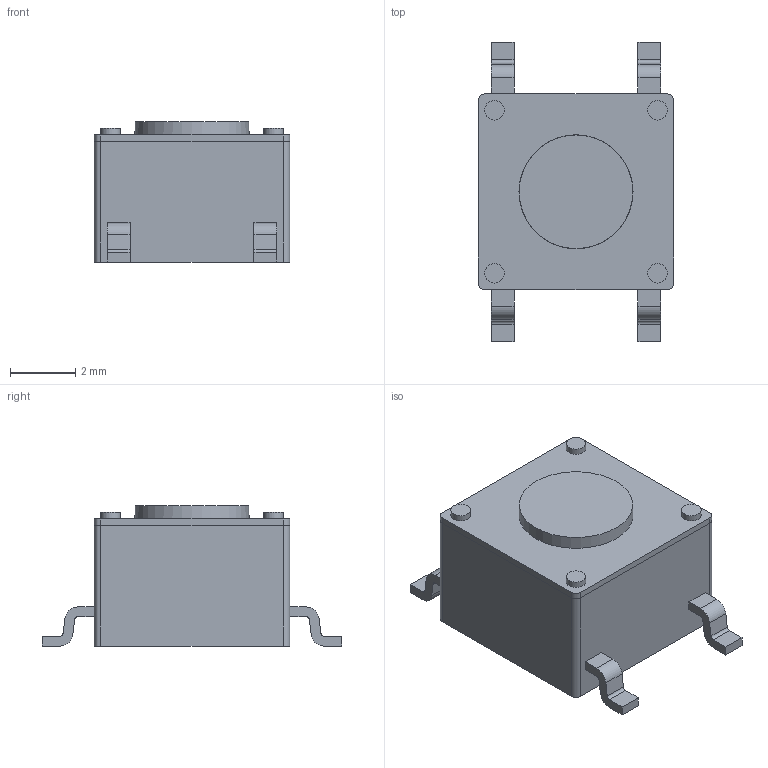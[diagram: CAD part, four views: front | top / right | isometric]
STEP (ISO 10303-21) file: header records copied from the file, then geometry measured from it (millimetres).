
FILE_DESCRIPTION(/* description */ (''),/* implementation_level */ '2;1');
FILE_NAME(/* name */ 'TACT-SWITCH-SMD-4C-06X06-4.3MM.stp',/* time_stamp */ '2020-10-19T14:30:28-03:00',/* author */ ('laguerre'),/* organization */ (''),/* preprocessor_version */ 'ST-DEVELOPER v17',/* originating_system */ 'Autodesk Inventor 2018',/* authorisation */ '');
FILE_SCHEMA (('AUTOMOTIVE_DESIGN { 1 0 10303 214 3 1 1 }'));
Length unit declared in the file: millimetre
Products named in the file (1): TACT-SWITCH-SMD-06X06MM
Bounding box: 6 x 9.2 x 4.3 mm (x, y, z)
Volume: 146.2 mm3; surface area: 261.5 mm2
Topology: 6 solids, 6 shells, 86 faces, 209 edges, 140 vertices
Faces by surface type: plane 57, cylinder 28, cone 1
Full cylindrical faces by diameter (mm): 0.6 x4
Entity records: 2636 total; most frequent: DIRECTION 443, CARTESIAN_POINT 436, ORIENTED_EDGE 418, EDGE_CURVE 209, LINE 149, VECTOR 149, AXIS2_PLACEMENT_3D 147, VERTEX_POINT 140
